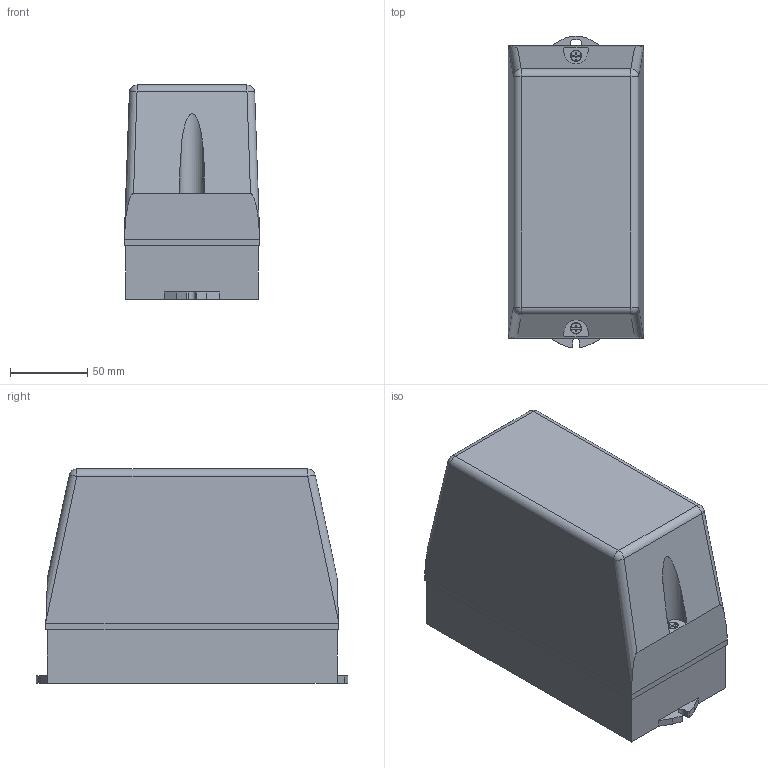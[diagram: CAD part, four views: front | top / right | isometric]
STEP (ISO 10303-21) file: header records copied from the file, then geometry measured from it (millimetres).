
FILE_DESCRIPTION((''),'2;1');
FILE_NAME('3d_M1N.stp','2012-10-03T11:10:11',(''),(''),'Mechanical Desktop 2011','Mechanical Desktop 2011',', , ');
FILE_SCHEMA(('CONFIG_CONTROL_DESIGN'));
Length unit declared in the file: millimetre
Products named in the file (1): Product
Bounding box: 88 x 202.36 x 139 mm (x, y, z)
Volume: 2126492.2 mm3; surface area: 103702.1 mm2
Topology: 1 solids, 1 shells, 107 faces, 276 edges, 176 vertices
Faces by surface type: plane 79, cylinder 24, sphere 4
Entity records: 3309 total; most frequent: CARTESIAN_POINT 560, ORIENTED_EDGE 552, DIRECTION 544, EDGE_CURVE 276, VECTOR 224, LINE 224, VERTEX_POINT 176, AXIS2_PLACEMENT_3D 160
